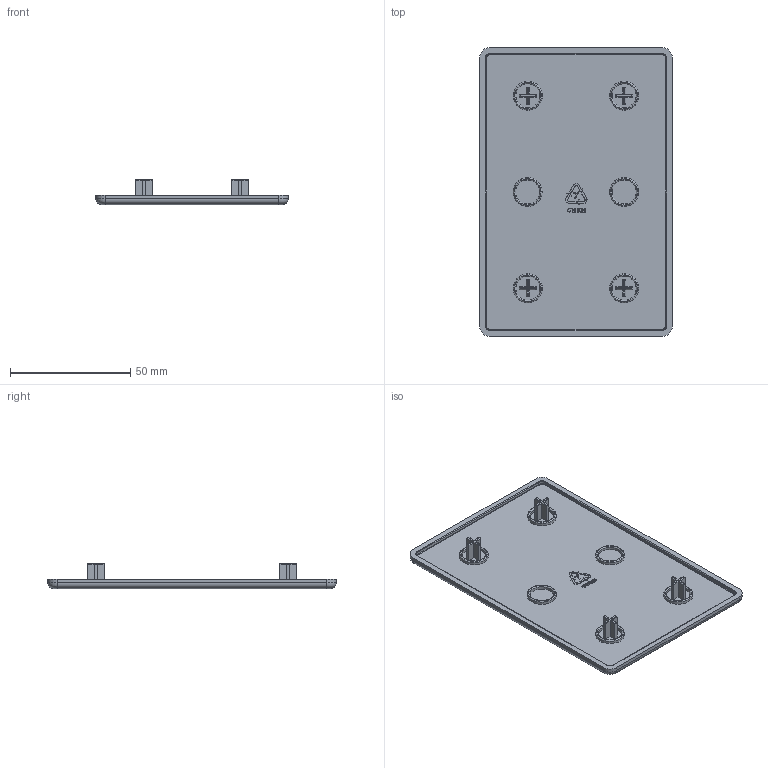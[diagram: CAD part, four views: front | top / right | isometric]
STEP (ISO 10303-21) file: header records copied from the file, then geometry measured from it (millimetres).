
FILE_DESCRIPTION (( 'STEP AP203' ), '1' );
FILE_NAME ('084.201.090.STEP', '2019-10-22T08:15:57', ( '' ), ( '' ), 'SwSTEP 2.0', 'SolidWorks 2018', '' );
FILE_SCHEMA (( 'CONFIG_CONTROL_DESIGN' ));
Length unit declared in the file: millimetre
Products named in the file (1): 084.201.090
Bounding box: 79.9 x 119.9 x 10.5 mm (x, y, z)
Volume: 25630.6 mm3; surface area: 22192.3 mm2
Topology: 1 solids, 1 shells, 344 faces, 868 edges, 554 vertices
Faces by surface type: plane 224, cylinder 68, torus 32, cone 12, bspline 8
Entity records: 10347 total; most frequent: CARTESIAN_POINT 2275, ORIENTED_EDGE 1668, DIRECTION 1564, EDGE_CURVE 834, LINE 650, VECTOR 650, VERTEX_POINT 544, AXIS2_PLACEMENT_3D 457
